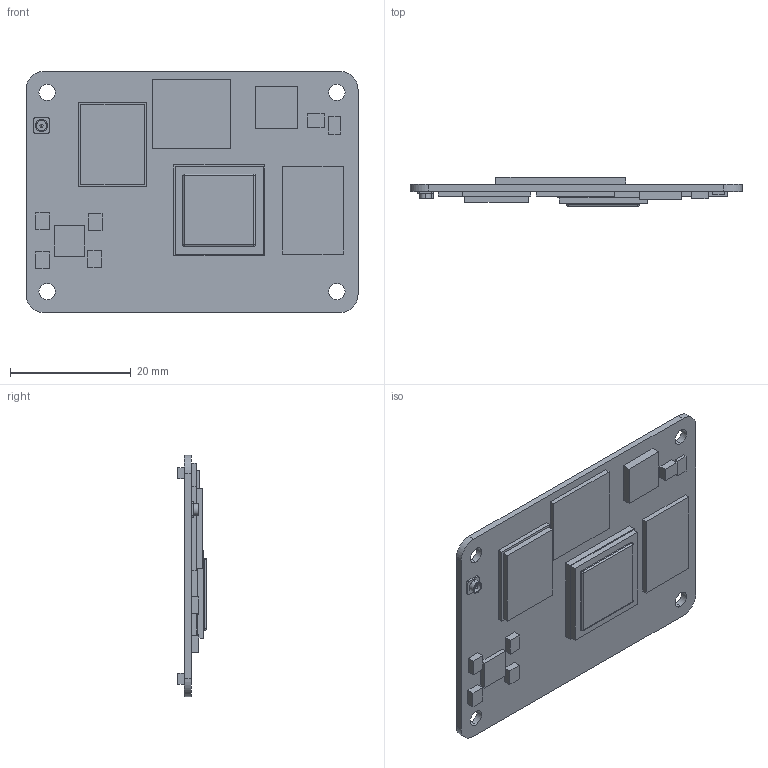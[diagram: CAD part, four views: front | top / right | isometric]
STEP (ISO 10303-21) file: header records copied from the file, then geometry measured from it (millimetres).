
FILE_DESCRIPTION (( 'STEP AP214' ), '1' );
FILE_NAME ('CM4 Mockup.STEP', '2021-08-23T17:39:23', ( '' ), ( '' ), 'SwSTEP 2.0', 'SolidWorks 2019', '' );
FILE_SCHEMA (( 'AUTOMOTIVE_DESIGN' ));
Length unit declared in the file: millimetre
Products named in the file (1): CM4 Mockup
Bounding box: 55 x 4.78 x 40 mm (x, y, z)
Volume: 3690 mm3; surface area: 5213.3 mm2
Topology: 1 solids, 1 shells, 144 faces, 352 edges, 227 vertices
Faces by surface type: plane 108, cylinder 30, sphere 6
Entity records: 5562 total; most frequent: CARTESIAN_POINT 714, DIRECTION 696, ORIENTED_EDGE 688, EDGE_CURVE 344, LINE 282, VECTOR 282, VERTEX_POINT 225, AXIS2_PLACEMENT_3D 207
